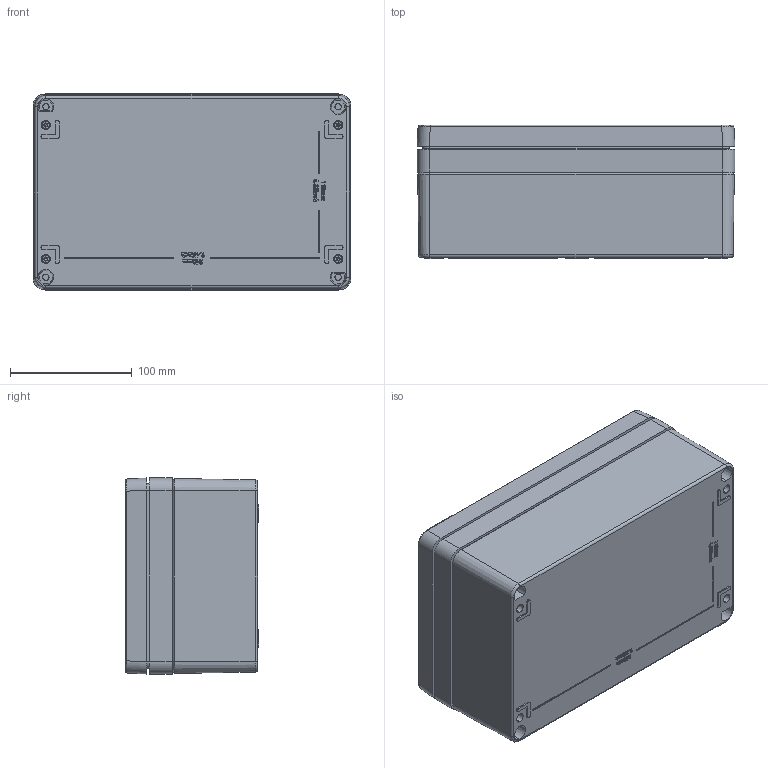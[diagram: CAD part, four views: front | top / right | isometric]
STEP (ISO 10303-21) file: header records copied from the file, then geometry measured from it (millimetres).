
FILE_DESCRIPTION (( 'STEP AP214' ), '1' );
FILE_NAME ('13070500.STEP', '2016-04-01T11:09:35', ( 'Macha' ), ( 'Hewlett-Packard Company' ), 'SwSTEP 2.0', 'SolidWorks 2015', '' );
FILE_SCHEMA (( 'AUTOMOTIVE_DESIGN' ));
Length unit declared in the file: millimetre
Products named in the file (7): 08757_Bearbeitung Zeichng. 13-2-087800-01-0; 08957; 01057_bearbeitung 01-2-010570-01-0; 13070500; 93038; 83111; 93117
Assembly tree (12 placements, depth 2):
  13070500
    01057_bearbeitung 01-2-010570-01-0
    08957
    08757_Bearbeitung Zeichng. 13-2-087800-01-0
    93117
    83111  x4
    93038  x4
Bounding box: 261 x 109.6 x 161 mm (x, y, z)
Volume: 640645.3 mm3; surface area: 369128.6 mm2
Topology: 12 solids, 15 shells, 1553 faces, 3876 edges, 2479 vertices
Faces by surface type: plane 743, bspline 267, cone 239, cylinder 226, torus 78
Entity records: 58314 total; most frequent: CARTESIAN_POINT 24684, ORIENTED_EDGE 7244, DIRECTION 6096, EDGE_CURVE 3629, VERTEX_POINT 2344, VECTOR 2178, LINE 2178, AXIS2_PLACEMENT_3D 1959
